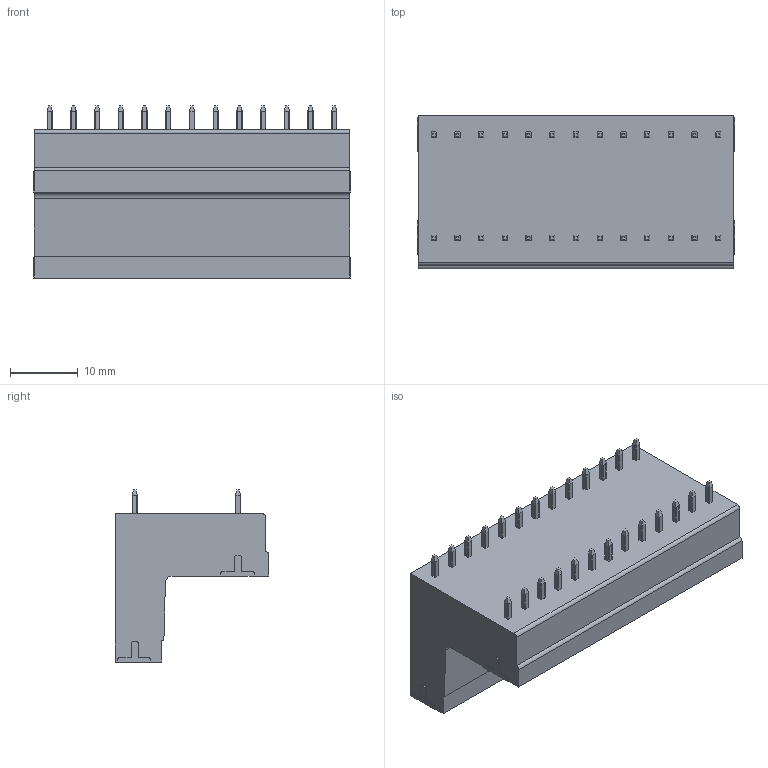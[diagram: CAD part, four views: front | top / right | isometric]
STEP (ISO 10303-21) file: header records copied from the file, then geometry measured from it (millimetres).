
FILE_DESCRIPTION((''),'2;1');
FILE_NAME('TLPHDC-005V-XXP','2024-08-08T13:52:57',('tluser'),(''),'CREO PARAMETRIC BY PTC INC, 2018100','CREO PARAMETRIC BY PTC INC, 2018100','');
FILE_SCHEMA(('CONFIG_CONTROL_DESIGN'));
Products named in the file (1): TLPHDC-005V-XXP
Bounding box: 46.9 x 22.7 x 25.4 mm (x, y, z)
Volume: 11026.6 mm3; surface area: 9925.2 mm2
Topology: 1 solids, 1 shells, 2116 faces, 5848 edges, 3838 vertices
Faces by surface type: plane 1421, cylinder 513, cone 130, torus 52
Entity records: 67353 total; most frequent: CARTESIAN_POINT 13193, ORIENTED_EDGE 11696, DIRECTION 10716, EDGE_CURVE 5848, VECTOR 4276, LINE 4276, VERTEX_POINT 3838, AXIS2_PLACEMENT_3D 3220
